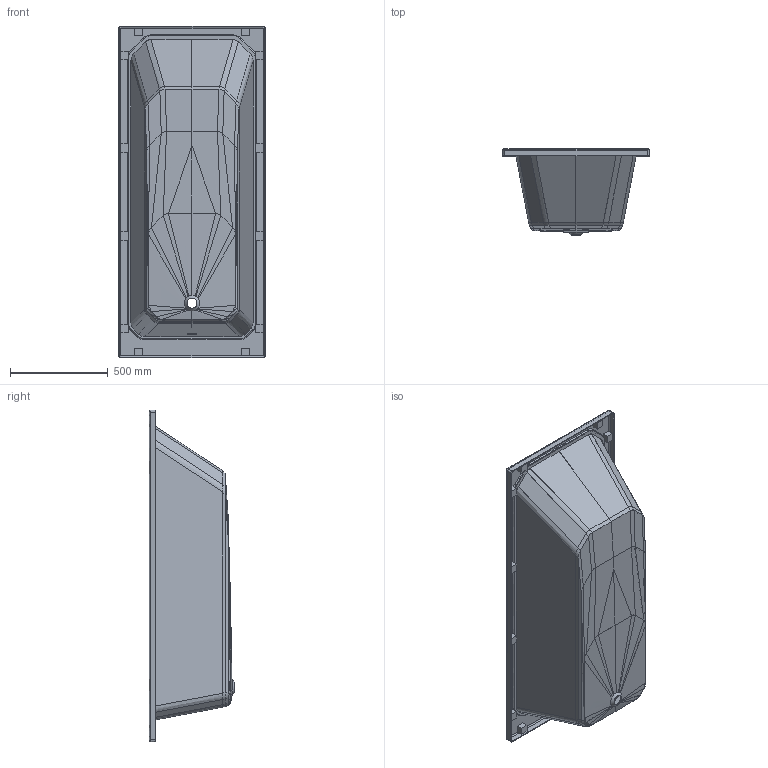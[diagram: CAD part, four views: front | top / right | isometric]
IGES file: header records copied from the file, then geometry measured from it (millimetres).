
Global section: file name: BS14-1775H_1; native system: AutoCAD 2016 - English; preprocessor: Autodesk Translation Framework DWG producer (atf_dwg_producer); organization: unknown; date: 20161018.093754; units: millimetre
Bounding box: 750 x 440 x 1700 mm (x, y, z)
Volume: 13911557.9 mm3; surface area: 5259962.3 mm2
Topology: 15 solids, 15 shells, 391 faces, 932 edges, 563 vertices
Faces by surface type: bspline 391
